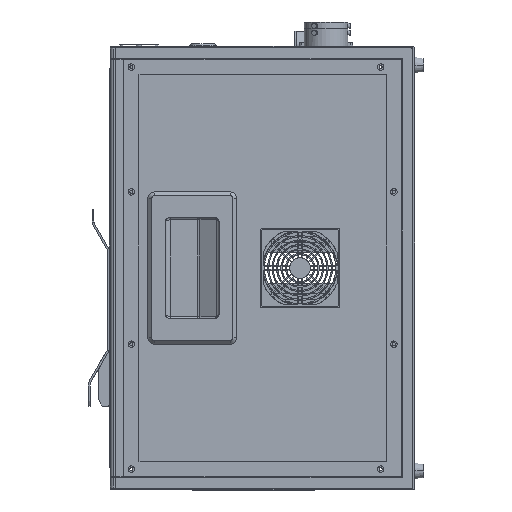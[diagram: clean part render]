
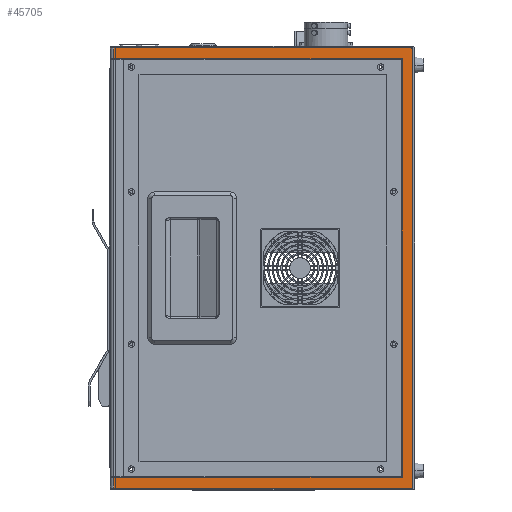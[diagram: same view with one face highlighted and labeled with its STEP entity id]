
A CAD part, left-side view. The second image highlights one B-rep face of the part: STEP entity #45705.
In plain terms, the highlighted planar face has unit normal (-1, 0, 0).
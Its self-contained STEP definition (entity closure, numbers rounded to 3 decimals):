
#584 = DIRECTION ( 'NONE',  ( 0., 0., 1. ) ) ;
#4151 = CARTESIAN_POINT ( 'NONE',  ( -190., 237.5, -173.5 ) ) ;
#4729 = LINE ( 'NONE', #4151, #53121 ) ;
#5191 = DIRECTION ( 'NONE',  ( 1., 0., 0. ) ) ;
#7653 = CARTESIAN_POINT ( 'NONE',  ( -190., 10., -165. ) ) ;
#8649 = ORIENTED_EDGE ( 'NONE', *, *, #106477, .F. ) ;
#9001 = VERTEX_POINT ( 'NONE', #70430 ) ;
#12072 = AXIS2_PLACEMENT_3D ( 'NONE', #35191, #86422, #51698 ) ;
#12848 = ORIENTED_EDGE ( 'NONE', *, *, #84691, .F. ) ;
#18121 = DIRECTION ( 'NONE',  ( 0., 0., -1. ) ) ;
#18412 = AXIS2_PLACEMENT_3D ( 'NONE', #23894, #5191, #48937 ) ;
#19761 = CARTESIAN_POINT ( 'NONE',  ( -190., 237.5, -165. ) ) ;
#21112 = VECTOR ( 'NONE', #56960, 1000. ) ;
#23850 = CIRCLE ( 'NONE', #18412, 1. ) ;
#23894 = CARTESIAN_POINT ( 'NONE',  ( -190., 2.5, 172.5 ) ) ;
#23903 = ORIENTED_EDGE ( 'NONE', *, *, #105792, .F. ) ;
#25060 = CARTESIAN_POINT ( 'NONE',  ( -190., 237.5, 622.145 ) ) ;
#26895 = VERTEX_POINT ( 'NONE', #7653 ) ;
#27452 = DIRECTION ( 'NONE',  ( 0., -1., 0. ) ) ;
#29070 = VERTEX_POINT ( 'NONE', #69674 ) ;
#30091 = ORIENTED_EDGE ( 'NONE', *, *, #68320, .F. ) ;
#32813 = ORIENTED_EDGE ( 'NONE', *, *, #43819, .F. ) ;
#33730 = LINE ( 'NONE', #34279, #74492 ) ;
#34279 = CARTESIAN_POINT ( 'NONE',  ( -190., 237.5, -165. ) ) ;
#35191 = CARTESIAN_POINT ( 'NONE',  ( -190., 2.5, -172.5 ) ) ;
#35974 = FACE_OUTER_BOUND ( 'NONE', #99810, .T. ) ;
#36299 = CARTESIAN_POINT ( 'NONE',  ( -190., 1.5, -172.5 ) ) ;
#36534 = DIRECTION ( 'NONE',  ( 1., 0., 0. ) ) ;
#37447 = CIRCLE ( 'NONE', #12072, 1. ) ;
#37682 = CARTESIAN_POINT ( 'NONE',  ( -190., 237.5, 622.145 ) ) ;
#37715 = VERTEX_POINT ( 'NONE', #53642 ) ;
#39888 = CARTESIAN_POINT ( 'NONE',  ( -190., 237.5, 165. ) ) ;
#41697 = CARTESIAN_POINT ( 'NONE',  ( -190., 237.5, 173.5 ) ) ;
#42687 = CARTESIAN_POINT ( 'NONE',  ( -190., 10., 622.145 ) ) ;
#43584 = VERTEX_POINT ( 'NONE', #112157 ) ;
#43816 = DIRECTION ( 'NONE',  ( 0., -1., 0. ) ) ;
#43819 = EDGE_CURVE ( 'NONE', #89426, #29070, #37447, .T. ) ;
#44942 = CARTESIAN_POINT ( 'NONE',  ( -190., 237.5, 173.5 ) ) ;
#45705 = ADVANCED_FACE ( 'NONE', ( #35974 ), #89462, .F. ) ;
#47054 = ORIENTED_EDGE ( 'NONE', *, *, #76100, .F. ) ;
#48937 = DIRECTION ( 'NONE',  ( 0., -1., 0. ) ) ;
#51698 = DIRECTION ( 'NONE',  ( 0., -1., 0. ) ) ;
#52443 = AXIS2_PLACEMENT_3D ( 'NONE', #37682, #36534, #71286 ) ;
#53121 = VECTOR ( 'NONE', #90626, 1000. ) ;
#53642 = CARTESIAN_POINT ( 'NONE',  ( -190., 1.5, 172.5 ) ) ;
#54106 = ORIENTED_EDGE ( 'NONE', *, *, #84073, .F. ) ;
#54412 = CARTESIAN_POINT ( 'NONE',  ( -190., 237.5, 622.145 ) ) ;
#56863 = CARTESIAN_POINT ( 'NONE',  ( -190., 10., 165. ) ) ;
#56960 = DIRECTION ( 'NONE',  ( 0., 1., 0. ) ) ;
#57537 = VECTOR ( 'NONE', #43816, 1000. ) ;
#58775 = ORIENTED_EDGE ( 'NONE', *, *, #90737, .F. ) ;
#63767 = CARTESIAN_POINT ( 'NONE',  ( -190., 237.5, -173.5 ) ) ;
#64296 = EDGE_CURVE ( 'NONE', #9001, #37715, #23850, .T. ) ;
#67907 = VERTEX_POINT ( 'NONE', #19761 ) ;
#68320 = EDGE_CURVE ( 'NONE', #101419, #43584, #84810, .T. ) ;
#69674 = CARTESIAN_POINT ( 'NONE',  ( -190., 2.5, -173.5 ) ) ;
#69899 = LINE ( 'NONE', #76730, #99706 ) ;
#70430 = CARTESIAN_POINT ( 'NONE',  ( -190., 2.5, 173.5 ) ) ;
#71286 = DIRECTION ( 'NONE',  ( 0., 0., -1. ) ) ;
#71544 = VECTOR ( 'NONE', #104088, 1000. ) ;
#73036 = VECTOR ( 'NONE', #584, 1000. ) ;
#74354 = LINE ( 'NONE', #54412, #85234 ) ;
#74492 = VECTOR ( 'NONE', #27452, 1000. ) ;
#76100 = EDGE_CURVE ( 'NONE', #37715, #89426, #69899, .T. ) ;
#76730 = CARTESIAN_POINT ( 'NONE',  ( -190., 1.5, 622.145 ) ) ;
#78556 = LINE ( 'NONE', #42687, #73036 ) ;
#78625 = VERTEX_POINT ( 'NONE', #41697 ) ;
#79628 = ORIENTED_EDGE ( 'NONE', *, *, #64296, .F. ) ;
#81298 = ORIENTED_EDGE ( 'NONE', *, *, #112057, .F. ) ;
#84073 = EDGE_CURVE ( 'NONE', #26895, #101419, #78556, .T. ) ;
#84691 = EDGE_CURVE ( 'NONE', #29070, #110805, #4729, .T. ) ;
#84810 = LINE ( 'NONE', #39888, #21112 ) ;
#85234 = VECTOR ( 'NONE', #99962, 1000. ) ;
#86422 = DIRECTION ( 'NONE',  ( 1., 0., 0. ) ) ;
#89426 = VERTEX_POINT ( 'NONE', #36299 ) ;
#89462 = PLANE ( 'NONE',  #52443 ) ;
#90626 = DIRECTION ( 'NONE',  ( 0., 1., 0. ) ) ;
#90737 = EDGE_CURVE ( 'NONE', #78625, #9001, #104703, .T. ) ;
#99706 = VECTOR ( 'NONE', #18121, 1000. ) ;
#99810 = EDGE_LOOP ( 'NONE', ( #32813, #47054, #79628, #58775, #81298, #30091, #54106, #8649, #23903, #12848 ) ) ;
#99962 = DIRECTION ( 'NONE',  ( 0., 0., 1. ) ) ;
#101419 = VERTEX_POINT ( 'NONE', #56863 ) ;
#101839 = LINE ( 'NONE', #25060, #71544 ) ;
#104088 = DIRECTION ( 'NONE',  ( 0., 0., 1. ) ) ;
#104703 = LINE ( 'NONE', #44942, #57537 ) ;
#105792 = EDGE_CURVE ( 'NONE', #110805, #67907, #74354, .T. ) ;
#106477 = EDGE_CURVE ( 'NONE', #67907, #26895, #33730, .T. ) ;
#110805 = VERTEX_POINT ( 'NONE', #63767 ) ;
#112057 = EDGE_CURVE ( 'NONE', #43584, #78625, #101839, .T. ) ;
#112157 = CARTESIAN_POINT ( 'NONE',  ( -190., 237.5, 165. ) ) ;
